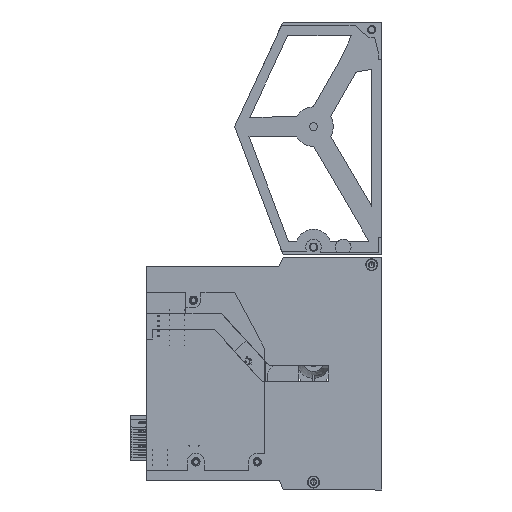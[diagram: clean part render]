
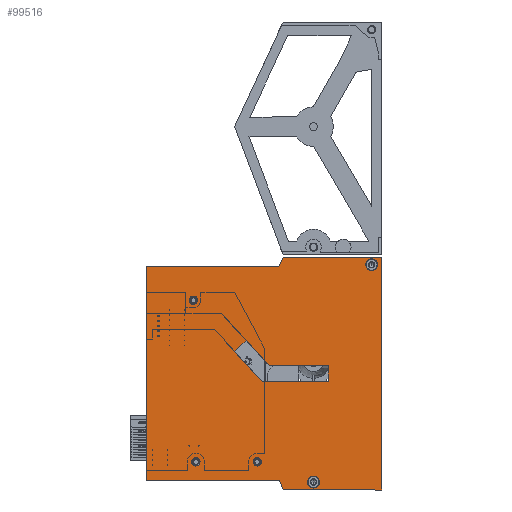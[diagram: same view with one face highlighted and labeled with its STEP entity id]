
A CAD part, left-side view. The second image highlights one B-rep face of the part: STEP entity #99516.
In plain terms, the highlighted face is planar.
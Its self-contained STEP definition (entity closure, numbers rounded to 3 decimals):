
#2966=FACE_BOUND('',#13579,.T.);
#2967=FACE_BOUND('',#13580,.T.);
#2968=FACE_BOUND('',#13581,.T.);
#2969=FACE_BOUND('',#13582,.T.);
#2970=FACE_BOUND('',#13583,.T.);
#2971=FACE_BOUND('',#13584,.T.);
#2972=FACE_BOUND('',#13585,.T.);
#3934=CIRCLE('',#105250,3.);
#3936=CIRCLE('',#105253,3.);
#3937=CIRCLE('',#105254,2.1);
#3938=CIRCLE('',#105255,2.1);
#3939=CIRCLE('',#105256,2.1);
#8470=FACE_OUTER_BOUND('',#13578,.T.);
#13578=EDGE_LOOP('',(#68635,#68636,#68637,#68638,#68639,#68640,#68641,#68642));
#13579=EDGE_LOOP('',(#68643));
#13580=EDGE_LOOP('',(#68644));
#13581=EDGE_LOOP('',(#68645));
#13582=EDGE_LOOP('',(#68646));
#13583=EDGE_LOOP('',(#68647,#68648,#68649));
#13584=EDGE_LOOP('',(#68650,#68651,#68652,#68653,#68654,#68655));
#13585=EDGE_LOOP('',(#68656));
#19662=LINE('',#142334,#31243);
#19698=LINE('',#142425,#31279);
#19701=LINE('',#142436,#31282);
#19702=LINE('',#142438,#31283);
#19703=LINE('',#142439,#31284);
#19704=LINE('',#142440,#31285);
#19705=LINE('',#142442,#31286);
#19706=LINE('',#142443,#31287);
#19707=LINE('',#142454,#31288);
#19708=LINE('',#142456,#31289);
#19709=LINE('',#142457,#31290);
#19710=LINE('',#142460,#31291);
#19711=LINE('',#142462,#31292);
#19712=LINE('',#142464,#31293);
#19713=LINE('',#142466,#31294);
#19714=LINE('',#142468,#31295);
#19715=LINE('',#142469,#31296);
#31243=VECTOR('',#113780,10.);
#31279=VECTOR('',#113840,10.);
#31282=VECTOR('',#113851,10.);
#31283=VECTOR('',#113852,10.);
#31284=VECTOR('',#113853,10.);
#31285=VECTOR('',#113854,10.);
#31286=VECTOR('',#113855,10.);
#31287=VECTOR('',#113856,10.);
#31288=VECTOR('',#113865,10.);
#31289=VECTOR('',#113866,10.);
#31290=VECTOR('',#113867,10.);
#31291=VECTOR('',#113868,10.);
#31292=VECTOR('',#113869,10.);
#31293=VECTOR('',#113870,10.);
#31294=VECTOR('',#113871,10.);
#31295=VECTOR('',#113872,10.);
#31296=VECTOR('',#113873,10.);
#42815=VERTEX_POINT('',#142331);
#42816=VERTEX_POINT('',#142333);
#42858=VERTEX_POINT('',#142422);
#42859=VERTEX_POINT('',#142424);
#42860=VERTEX_POINT('',#142428);
#42862=VERTEX_POINT('',#142434);
#42863=VERTEX_POINT('',#142435);
#42864=VERTEX_POINT('',#142437);
#42865=VERTEX_POINT('',#142441);
#42866=VERTEX_POINT('',#142444);
#42867=VERTEX_POINT('',#142446);
#42868=VERTEX_POINT('',#142448);
#42869=VERTEX_POINT('',#142450);
#42870=VERTEX_POINT('',#142452);
#42871=VERTEX_POINT('',#142453);
#42872=VERTEX_POINT('',#142455);
#42873=VERTEX_POINT('',#142458);
#42874=VERTEX_POINT('',#142459);
#42875=VERTEX_POINT('',#142461);
#42876=VERTEX_POINT('',#142463);
#42877=VERTEX_POINT('',#142465);
#42878=VERTEX_POINT('',#142467);
#53586=EDGE_CURVE('',#42816,#42815,#19662,.T.);
#53632=EDGE_CURVE('',#42859,#42858,#19698,.T.);
#53634=EDGE_CURVE('',#42860,#42860,#3934,.T.);
#53637=EDGE_CURVE('',#42862,#42863,#19701,.T.);
#53638=EDGE_CURVE('',#42863,#42864,#19702,.T.);
#53639=EDGE_CURVE('',#42864,#42816,#19703,.T.);
#53640=EDGE_CURVE('',#42815,#42859,#19704,.T.);
#53641=EDGE_CURVE('',#42858,#42865,#19705,.T.);
#53642=EDGE_CURVE('',#42865,#42862,#19706,.T.);
#53643=EDGE_CURVE('',#42866,#42866,#3936,.T.);
#53644=EDGE_CURVE('',#42867,#42867,#3937,.T.);
#53645=EDGE_CURVE('',#42868,#42868,#3938,.T.);
#53646=EDGE_CURVE('',#42869,#42869,#3939,.T.);
#53647=EDGE_CURVE('',#42870,#42871,#19707,.T.);
#53648=EDGE_CURVE('',#42871,#42872,#19708,.T.);
#53649=EDGE_CURVE('',#42872,#42870,#19709,.T.);
#53650=EDGE_CURVE('',#42873,#42874,#19710,.T.);
#53651=EDGE_CURVE('',#42874,#42875,#19711,.T.);
#53652=EDGE_CURVE('',#42875,#42876,#19712,.T.);
#53653=EDGE_CURVE('',#42876,#42877,#19713,.T.);
#53654=EDGE_CURVE('',#42877,#42878,#19714,.T.);
#53655=EDGE_CURVE('',#42878,#42873,#19715,.T.);
#68635=ORIENTED_EDGE('',*,*,#53637,.T.);
#68636=ORIENTED_EDGE('',*,*,#53638,.T.);
#68637=ORIENTED_EDGE('',*,*,#53639,.T.);
#68638=ORIENTED_EDGE('',*,*,#53586,.T.);
#68639=ORIENTED_EDGE('',*,*,#53640,.T.);
#68640=ORIENTED_EDGE('',*,*,#53632,.T.);
#68641=ORIENTED_EDGE('',*,*,#53641,.T.);
#68642=ORIENTED_EDGE('',*,*,#53642,.T.);
#68643=ORIENTED_EDGE('',*,*,#53643,.F.);
#68644=ORIENTED_EDGE('',*,*,#53644,.T.);
#68645=ORIENTED_EDGE('',*,*,#53645,.T.);
#68646=ORIENTED_EDGE('',*,*,#53646,.T.);
#68647=ORIENTED_EDGE('',*,*,#53647,.T.);
#68648=ORIENTED_EDGE('',*,*,#53648,.T.);
#68649=ORIENTED_EDGE('',*,*,#53649,.T.);
#68650=ORIENTED_EDGE('',*,*,#53650,.T.);
#68651=ORIENTED_EDGE('',*,*,#53651,.T.);
#68652=ORIENTED_EDGE('',*,*,#53652,.T.);
#68653=ORIENTED_EDGE('',*,*,#53653,.T.);
#68654=ORIENTED_EDGE('',*,*,#53654,.T.);
#68655=ORIENTED_EDGE('',*,*,#53655,.T.);
#68656=ORIENTED_EDGE('',*,*,#53634,.F.);
#95681=PLANE('',#105252);
#99516=ADVANCED_FACE('',(#8470,#2966,#2967,#2968,#2969,#2970,#2971,#2972),
#95681,.T.);
#105250=AXIS2_PLACEMENT_3D('',#142429,#113844,#113845);
#105252=AXIS2_PLACEMENT_3D('',#142433,#113849,#113850);
#105253=AXIS2_PLACEMENT_3D('',#142445,#113857,#113858);
#105254=AXIS2_PLACEMENT_3D('',#142447,#113859,#113860);
#105255=AXIS2_PLACEMENT_3D('',#142449,#113861,#113862);
#105256=AXIS2_PLACEMENT_3D('',#142451,#113863,#113864);
#113780=DIRECTION('',(1.,0.,0.));
#113840=DIRECTION('',(-1.,0.,0.));
#113844=DIRECTION('center_axis',(0.,0.,1.));
#113845=DIRECTION('ref_axis',(1.,0.,0.));
#113849=DIRECTION('center_axis',(0.,0.,1.));
#113850=DIRECTION('ref_axis',(1.,0.,0.));
#113851=DIRECTION('',(0.,-1.,0.));
#113852=DIRECTION('',(1.,0.,0.));
#113853=DIRECTION('',(0.354,-0.935,0.));
#113854=DIRECTION('',(0.,1.,0.));
#113855=DIRECTION('',(-0.421,-0.907,0.));
#113856=DIRECTION('',(-1.,0.,0.));
#113857=DIRECTION('center_axis',(0.,0.,1.));
#113858=DIRECTION('ref_axis',(1.,0.,0.));
#113859=DIRECTION('center_axis',(0.,0.,-1.));
#113860=DIRECTION('ref_axis',(1.,0.,0.));
#113861=DIRECTION('center_axis',(0.,0.,-1.));
#113862=DIRECTION('ref_axis',(1.,0.,0.));
#113863=DIRECTION('center_axis',(0.,0.,-1.));
#113864=DIRECTION('ref_axis',(1.,0.,0.));
#113865=DIRECTION('',(0.,1.,0.));
#113866=DIRECTION('',(1.,0.,0.));
#113867=DIRECTION('',(0.,-1.,0.));
#113868=DIRECTION('',(-0.676,0.737,0.));
#113869=DIRECTION('',(0.737,0.676,0.));
#113870=DIRECTION('',(0.676,-0.737,0.));
#113871=DIRECTION('',(1.,0.,0.));
#113872=DIRECTION('',(0.,-1.,0.));
#113873=DIRECTION('',(-1.,0.,0.));
#142331=CARTESIAN_POINT('',(0.,0.,5.));
#142333=CARTESIAN_POINT('',(-50.,0.,5.));
#142334=CARTESIAN_POINT('',(0.,0.,
5.));
#142422=CARTESIAN_POINT('',(-50.,118.,5.));
#142424=CARTESIAN_POINT('',(0.,118.,5.));
#142425=CARTESIAN_POINT('',(0.,118.,5.));
#142428=CARTESIAN_POINT('',(-37.6,4.,5.));
#142429=CARTESIAN_POINT('Origin',(-34.6,4.,5.));
#142433=CARTESIAN_POINT('Origin',(-85.,59.,5.));
#142434=CARTESIAN_POINT('',(-119.303,113.,5.));
#142435=CARTESIAN_POINT('',(-119.303,5.,5.));
#142436=CARTESIAN_POINT('',(-119.303,88.5,5.));
#142437=CARTESIAN_POINT('',(-51.892,5.,5.));
#142438=CARTESIAN_POINT('',(-68.446,5.,5.));
#142439=CARTESIAN_POINT('',(-61.958,31.597,5.));
#142440=CARTESIAN_POINT('',(0.,118.,5.));
#142441=CARTESIAN_POINT('',(-52.321,113.,5.));
#142442=CARTESIAN_POINT('',(-65.528,84.546,5.));
#142443=CARTESIAN_POINT('',(-99.257,113.,5.));
#142444=CARTESIAN_POINT('',(-8.177,114.095,5.));
#142445=CARTESIAN_POINT('Origin',(-5.177,114.095,5.));
#142446=CARTESIAN_POINT('',(-96.285,14.245,5.));
#142447=CARTESIAN_POINT('Origin',(-94.185,14.245,5.));
#142448=CARTESIAN_POINT('',(-65.17,14.245,5.));
#142449=CARTESIAN_POINT('Origin',(-63.07,14.245,5.));
#142450=CARTESIAN_POINT('',(-97.555,96.16,5.));
#142451=CARTESIAN_POINT('Origin',(-95.455,96.16,5.));
#142452=CARTESIAN_POINT('',(-99.265,89.175,5.));
#142453=CARTESIAN_POINT('',(-99.265,99.97,5.));
#142454=CARTESIAN_POINT('',(-99.265,37.74,5.));
#142455=CARTESIAN_POINT('',(-99.26,99.97,5.));
#142456=CARTESIAN_POINT('',(-99.257,99.97,5.));
#142457=CARTESIAN_POINT('',(-99.272,74.091,5.));
#142458=CARTESIAN_POINT('',(-60.619,55.,5.));
#142459=CARTESIAN_POINT('',(-74.623,70.279,5.));
#142460=CARTESIAN_POINT('',(-70.804,66.113,5.));
#142461=CARTESIAN_POINT('',(-68.725,75.685,5.));
#142462=CARTESIAN_POINT('',(-80.252,65.12,5.));
#142463=CARTESIAN_POINT('',(-57.099,63.,5.));
#142464=CARTESIAN_POINT('',(-64.906,71.518,5.));
#142465=CARTESIAN_POINT('',(-27.099,63.,5.));
#142466=CARTESIAN_POINT('',(-71.05,63.,5.));
#142467=CARTESIAN_POINT('',(-27.099,55.,5.));
#142468=CARTESIAN_POINT('',(-27.099,57.,5.));
#142469=CARTESIAN_POINT('',(-71.05,55.,5.));
